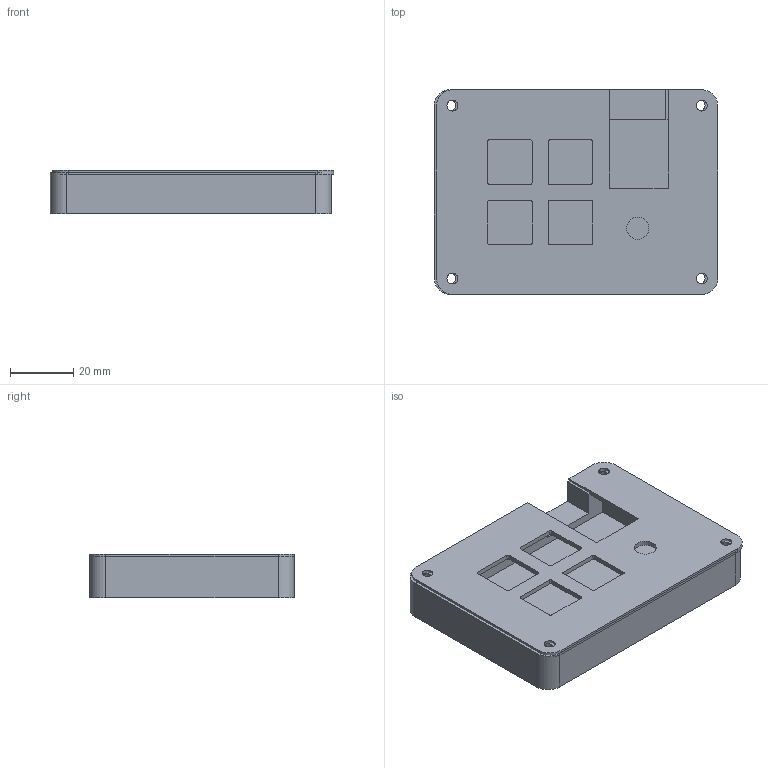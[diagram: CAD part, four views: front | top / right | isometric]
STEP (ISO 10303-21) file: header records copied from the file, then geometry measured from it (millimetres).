
FILE_DESCRIPTION(/* description */ (''),/* implementation_level */ '2;1');
FILE_NAME(/* name */ 'Full-case.step',/* time_stamp */ '2026-01-25T11:24:35+11:00',/* author */ (''),/* organization */ (''),/* preprocessor_version */ 'ST-DEVELOPER v20.1',/* originating_system */ 'Autodesk Translation Framework v14.24.0.0',/* authorisation */ '');
FILE_SCHEMA (('AUTOMOTIVE_DESIGN { 1 0 10303 214 3 1 1 }'));
Length unit declared in the file: millimetre
Products named in the file (3): 2026-01-25-11-09-53-312; 2026-01-23-14-46-17-301; 2026-01-23-14-38-17-234
Assembly tree (2 placements, depth 2):
  2026-01-25-11-09-53-312
    2026-01-23-14-46-17-301
    2026-01-23-14-38-17-234
Bounding box: 89.41 x 64.65 x 13.88 mm (x, y, z)
Volume: 46807.7 mm3; surface area: 27596.5 mm2
Topology: 2 solids, 2 shells, 363 faces, 1005 edges, 670 vertices
Faces by surface type: bspline 198, plane 128, cylinder 37
Full cylindrical faces by diameter (mm): 3.4 x8, 6 x4, 7 x1
Entity records: 13530 total; most frequent: CARTESIAN_POINT 5409, ORIENTED_EDGE 2010, DIRECTION 1023, EDGE_CURVE 1005, VERTEX_POINT 670, LINE 535, VECTOR 535, EDGE_LOOP 413
